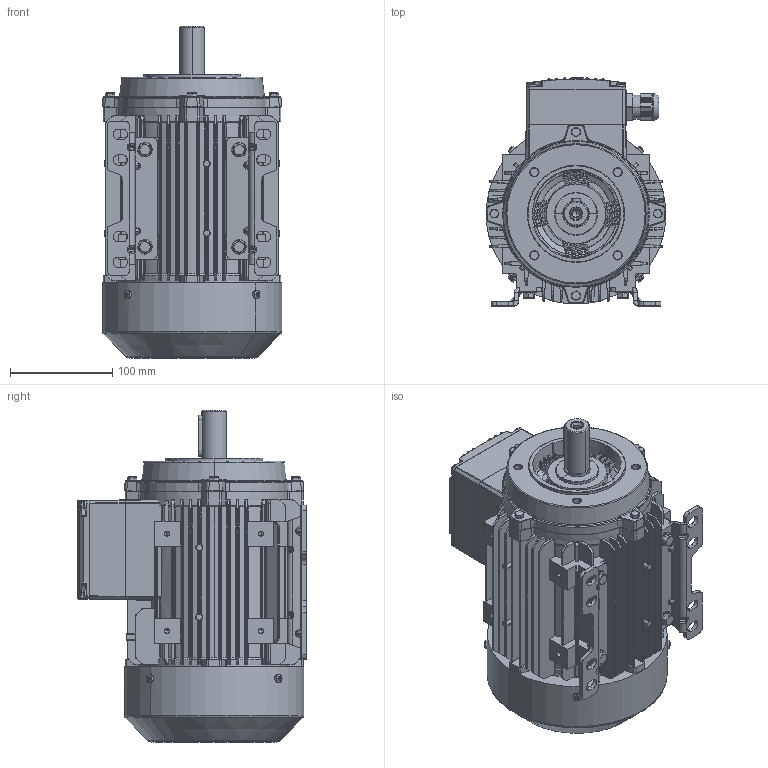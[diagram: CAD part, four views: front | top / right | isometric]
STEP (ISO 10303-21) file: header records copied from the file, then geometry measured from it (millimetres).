
FILE_DESCRIPTION (( 'STEP AP214' ), '1' );
FILE_NAME ('2EL090L2_PC_K1-A.STEP', '2019-07-11T12:14:04', ( '' ), ( '' ), 'SwSTEP 2.0', 'SolidWorks 2019', '' );
FILE_SCHEMA (( 'AUTOMOTIVE_DESIGN' ));
Length unit declared in the file: millimetre
Products named in the file (1): 2EL090L2_PC_K1-A
Bounding box: 175.33 x 223.08 x 324.62 mm (x, y, z)
Volume: 5883116 mm3; surface area: 437332.4 mm2
Topology: 1 solids, 53 shells, 4172 faces, 10775 edges, 6810 vertices
Faces by surface type: cylinder 1431, plane 1301, cone 608, bspline 561, torus 221, sphere 50
Entity records: 144442 total; most frequent: CARTESIAN_POINT 48314, ORIENTED_EDGE 21430, DIRECTION 18870, EDGE_CURVE 10715, AXIS2_PLACEMENT_3D 7343, VERTEX_POINT 6810, EDGE_LOOP 4449, VECTOR 4184
